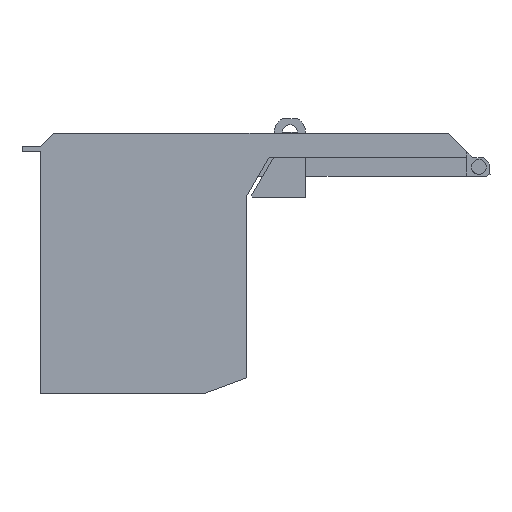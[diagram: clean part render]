
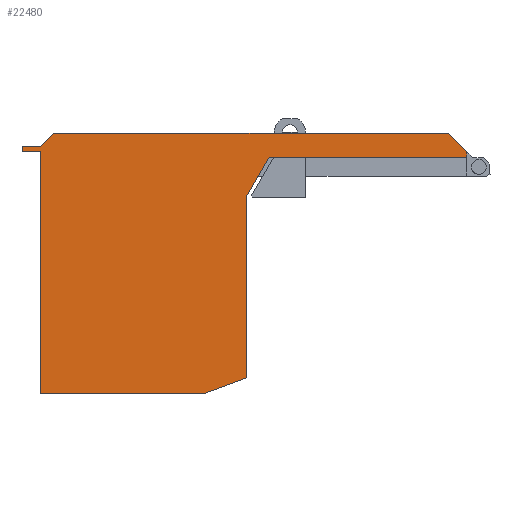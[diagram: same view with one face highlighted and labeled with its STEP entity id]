
A CAD part, left-side view. The second image highlights one B-rep face of the part: STEP entity #22480.
In plain terms, the highlighted face is planar.
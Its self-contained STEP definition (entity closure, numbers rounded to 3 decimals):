
#400=CARTESIAN_POINT('',(0.,-113.345,25.525));
#410=DIRECTION('',(-1.,0.,0.));
#420=VECTOR('',#410,1.);
#430=LINE('',#400,#420);
#440=CARTESIAN_POINT('',(41.53,-113.345,
25.525));
#450=VERTEX_POINT('',#440);
#460=CARTESIAN_POINT('',(-64.731,-113.345,
25.525));
#470=VERTEX_POINT('',#460);
#480=EDGE_CURVE('',#450,#470,#430,.T.);
#4740=CARTESIAN_POINT('',(45.03,-108.345,
25.525));
#4750=VERTEX_POINT('',#4740);
#4780=CARTESIAN_POINT('',(45.03,0.,25.525));
#4790=DIRECTION('',(0.,-1.,0.));
#4800=VECTOR('',#4790,1.);
#4810=LINE('',#4780,#4800);
#4820=CARTESIAN_POINT('',(45.03,-43.345,
25.525));
#4830=VERTEX_POINT('',#4820);
#4840=EDGE_CURVE('',#4830,#4750,#4810,.T.);
#5330=CARTESIAN_POINT('',(50.03,-109.845,
25.525));
#5340=VERTEX_POINT('',#5330);
#5370=CARTESIAN_POINT('',(50.03,0.,25.525));
#5380=DIRECTION('',(0.,-1.,0.));
#5390=VECTOR('',#5380,1.);
#5400=LINE('',#5370,#5390);
#5410=CARTESIAN_POINT('',(50.03,-108.345,
25.525));
#5420=VERTEX_POINT('',#5410);
#5430=EDGE_CURVE('',#5420,#5340,#5400,.T.);
#6070=CARTESIAN_POINT('',(154.875,0.,25.525));
#6080=DIRECTION('',(-0.707,-0.707,
0.));
#6090=VECTOR('',#6080,1.);
#6100=LINE('',#6070,#6090);
#6110=CARTESIAN_POINT('',(45.03,-109.845,
25.525));
#6120=VERTEX_POINT('',#6110);
#6130=EDGE_CURVE('',#6120,#450,#6100,.T.);
#9060=CARTESIAN_POINT('',(0.,-108.345,25.525));
#9070=DIRECTION('',(1.,0.,0.));
#9080=VECTOR('',#9070,1.);
#9090=LINE('',#9060,#9080);
#9100=EDGE_CURVE('',#4750,#5420,#9090,.T.);
#13980=CARTESIAN_POINT('',(-69.62,-106.845,
25.525));
#13990=VERTEX_POINT('',#13980);
#14590=CARTESIAN_POINT('',(-16.444,-106.845,
25.525));
#14600=VERTEX_POINT('',#14590);
#14630=CARTESIAN_POINT('',(0.,-106.845,25.525));
#14640=DIRECTION('',(-1.,0.,0.));
#14650=VECTOR('',#14640,1.);
#14660=LINE('',#14630,#14650);
#14670=EDGE_CURVE('',#14600,#13990,#14660,.T.);
#21700=CARTESIAN_POINT('',(-10.52,-96.584,
25.525));
#21710=VERTEX_POINT('',#21700);
#21740=CARTESIAN_POINT('',(45.243,0.,25.525));
#21750=DIRECTION('',(0.5,0.866,
0.));
#21760=VECTOR('',#21750,1.);
#21770=LINE('',#21740,#21760);
#21780=EDGE_CURVE('',#14600,#21710,#21770,.T.);
#21920=CARTESIAN_POINT('',(-5.134,-84.274,
25.525));
#21930=DIRECTION('',(0.,0.,-1.));
#21940=DIRECTION('',(1.,0.,0.));
#21950=AXIS2_PLACEMENT_3D('',#21920,#21930,#21940);
#21960=PLANE('',#21950);
#21970=CARTESIAN_POINT('',(0.,-109.845,25.525));
#21980=DIRECTION('',(-1.,0.,0.));
#21990=VECTOR('',#21980,1.);
#22000=LINE('',#21970,#21990);
#22010=EDGE_CURVE('',#5340,#6120,#22000,.T.);
#22020=ORIENTED_EDGE('',*,*,#22010,.F.);
#22030=ORIENTED_EDGE('',*,*,#6130,.F.);
#22040=ORIENTED_EDGE('',*,*,#480,.F.);
#22050=CARTESIAN_POINT('',(-12.8,-165.276,
25.525));
#22060=DIRECTION('',(-0.707,0.707,
0.));
#22070=VECTOR('',#22060,1.);
#22080=LINE('',#22050,#22070);
#22090=CARTESIAN_POINT('',(-69.62,-108.456,
25.525));
#22100=VERTEX_POINT('',#22090);
#22110=EDGE_CURVE('',#470,#22100,#22080,.T.);
#22120=ORIENTED_EDGE('',*,*,#22110,.F.);
#22130=CARTESIAN_POINT('',(-69.62,0.,25.525));
#22140=DIRECTION('',(0.,-1.,0.));
#22150=VECTOR('',#22140,1.);
#22160=LINE('',#22130,#22150);
#22170=EDGE_CURVE('',#13990,#22100,#22160,.T.);
#22180=ORIENTED_EDGE('',*,*,#22170,.T.);
#22190=ORIENTED_EDGE('',*,*,#14670,.T.);
#22200=ORIENTED_EDGE('',*,*,#21780,.F.);
#22210=CARTESIAN_POINT('',(-10.52,0.,25.525));
#22220=DIRECTION('',(0.,1.,0.));
#22230=VECTOR('',#22220,1.);
#22240=LINE('',#22210,#22230);
#22250=CARTESIAN_POINT('',(-10.52,-47.545,
25.525));
#22260=VERTEX_POINT('',#22250);
#22270=EDGE_CURVE('',#21710,#22260,#22240,.T.);
#22280=ORIENTED_EDGE('',*,*,#22270,.F.);
#22290=CARTESIAN_POINT('',(-3.,-44.808,
25.525));
#22300=DIRECTION('',(0.94,0.342,
0.));
#22310=VECTOR('',#22300,1.);
#22320=LINE('',#22290,#22310);
#22330=CARTESIAN_POINT('',(1.019,-43.345,
25.525));
#22340=VERTEX_POINT('',#22330);
#22350=EDGE_CURVE('',#22260,#22340,#22320,.T.);
#22360=ORIENTED_EDGE('',*,*,#22350,.F.);
#22370=CARTESIAN_POINT('',(0.,-43.345,
25.525));
#22380=DIRECTION('',(1.,0.,0.));
#22390=VECTOR('',#22380,1.);
#22400=LINE('',#22370,#22390);
#22410=EDGE_CURVE('',#22340,#4830,#22400,.T.);
#22420=ORIENTED_EDGE('',*,*,#22410,.F.);
#22430=ORIENTED_EDGE('',*,*,#4840,.F.);
#22440=ORIENTED_EDGE('',*,*,#9100,.F.);
#22450=ORIENTED_EDGE('',*,*,#5430,.F.);
#22460=EDGE_LOOP('',(#22450,#22440,#22430,#22420,#22360,#22280,#22200,
#22190,#22180,#22120,#22040,#22030,#22020));
#22470=FACE_OUTER_BOUND('',#22460,.T.);
#22480=ADVANCED_FACE('',(#22470),#21960,.F.);
